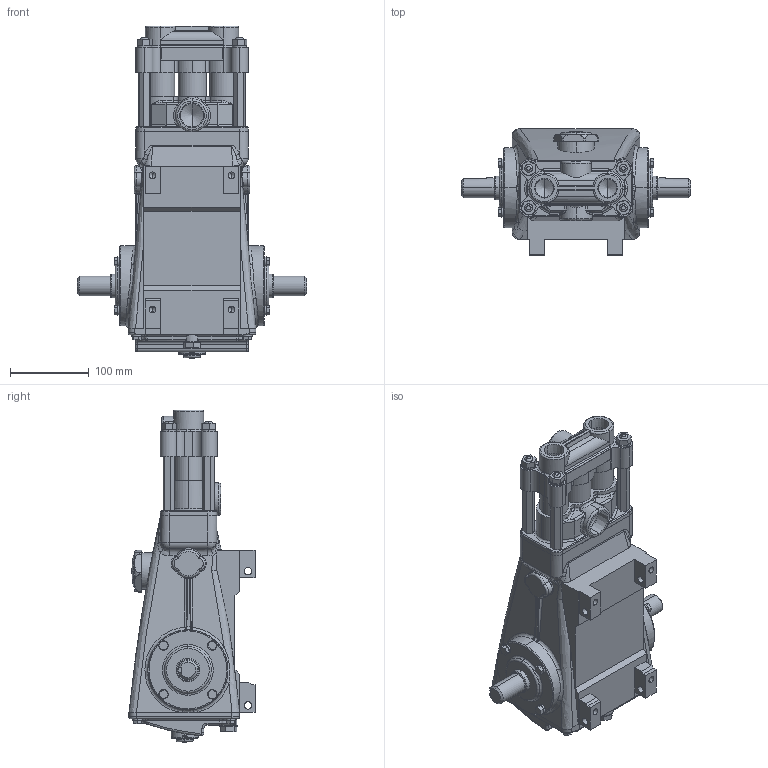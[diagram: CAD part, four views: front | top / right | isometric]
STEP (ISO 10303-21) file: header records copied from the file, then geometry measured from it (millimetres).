
FILE_DESCRIPTION (( 'STEP AP214' ), '1' );
FILE_NAME ('1010.STEP', '2007-08-08T16:13:19', ( ' ' ), ( ' ' ), 'SwSTEP 2.0', 'SolidWorks 2007', '' );
FILE_SCHEMA (( 'AUTOMOTIVE_DESIGN' ));
Length unit declared in the file: inch
Products named in the file (5): 43046; 10FR_DRIVE_END; 27344; 1010; 1010 CYL
Assembly tree (4 placements, depth 2):
  1010
    10FR_DRIVE_END
    43046
    1010 CYL
    27344
Bounding box: 290 x 159.68 x 420.25 mm (x, y, z)
Volume: 5585200 mm3; surface area: 328840.3 mm2
Topology: 14 solids, 14 shells, 989 faces, 2413 edges, 1464 vertices
Faces by surface type: plane 387, cylinder 303, bspline 123, torus 117, cone 38, sphere 21
Entity records: 44326 total; most frequent: CARTESIAN_POINT 13559, ORIENTED_EDGE 4750, DIRECTION 4620, EDGE_CURVE 2375, AXIS2_PLACEMENT_3D 1768, VERTEX_POINT 1460, VECTOR 1084, LINE 1084
